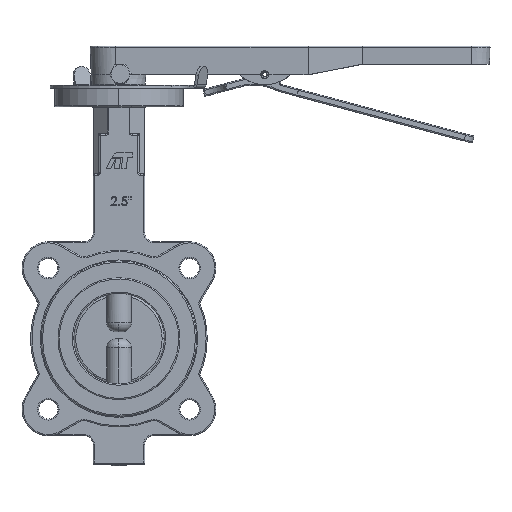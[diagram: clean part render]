
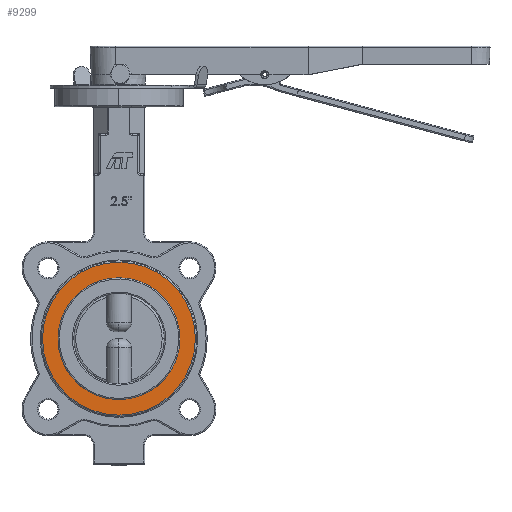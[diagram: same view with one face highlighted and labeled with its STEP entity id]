
A CAD part, top view. The second image highlights one B-rep face of the part: STEP entity #9299.
In plain terms, the highlighted planar face has unit normal (0, 0, 1).
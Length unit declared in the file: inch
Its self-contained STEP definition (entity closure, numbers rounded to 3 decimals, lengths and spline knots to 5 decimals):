
#719 = CARTESIAN_POINT ( 'NONE',  ( 0., 0., 0.89 ) ) ;
#2699 = DIRECTION ( 'NONE',  ( 1., 0., 0. ) ) ;
#2967 = CIRCLE ( 'NONE', #30975, 2.10375 ) ;
#3193 = EDGE_LOOP ( 'NONE', ( #34122, #6165 ) ) ;
#3751 = DIRECTION ( 'NONE',  ( 1., 0., 0. ) ) ;
#5339 = AXIS2_PLACEMENT_3D ( 'NONE', #8438, #19928, #23810 ) ;
#6029 = VERTEX_POINT ( 'NONE', #19698 ) ;
#6165 = ORIENTED_EDGE ( 'NONE', *, *, #19530, .F. ) ;
#6675 = FACE_OUTER_BOUND ( 'NONE', #23844, .T. ) ;
#8438 = CARTESIAN_POINT ( 'NONE',  ( 0., 0., 0.89 ) ) ;
#9227 = PLANE ( 'NONE',  #26098 ) ;
#9299 = ADVANCED_FACE ( 'NONE', ( #6675, #20897 ), #9227, .T. ) ;
#9895 = DIRECTION ( 'NONE',  ( 1., 0., 0. ) ) ;
#11910 = DIRECTION ( 'NONE',  ( 0., 0., 1. ) ) ;
#12843 = CIRCLE ( 'NONE', #5339, 2.10375 ) ;
#15362 = EDGE_CURVE ( 'NONE', #33791, #6029, #12843, .T. ) ;
#15832 = ORIENTED_EDGE ( 'NONE', *, *, #28227, .T. ) ;
#18558 = DIRECTION ( 'NONE',  ( 0., 0., 1. ) ) ;
#19530 = EDGE_CURVE ( 'NONE', #27375, #25767, #23597, .T. ) ;
#19698 = CARTESIAN_POINT ( 'NONE',  ( -2.10375, 0., 0.89 ) ) ;
#19928 = DIRECTION ( 'NONE',  ( 0., 0., 1. ) ) ;
#20897 = FACE_BOUND ( 'NONE', #3193, .T. ) ;
#21380 = DIRECTION ( 'NONE',  ( 0., 0., 1. ) ) ;
#21743 = AXIS2_PLACEMENT_3D ( 'NONE', #23153, #35243, #2699 ) ;
#22153 = CARTESIAN_POINT ( 'NONE',  ( -1.675, 0., 0.89 ) ) ;
#23153 = CARTESIAN_POINT ( 'NONE',  ( 0., 0., 0.89 ) ) ;
#23597 = CIRCLE ( 'NONE', #32306, 1.675 ) ;
#23810 = DIRECTION ( 'NONE',  ( 1., 0., 0. ) ) ;
#23844 = EDGE_LOOP ( 'NONE', ( #31018, #15832 ) ) ;
#24167 = CARTESIAN_POINT ( 'NONE',  ( 1.675, 0., 0.89 ) ) ;
#25198 = CARTESIAN_POINT ( 'NONE',  ( 2.10375, 0., 0.89 ) ) ;
#25767 = VERTEX_POINT ( 'NONE', #24167 ) ;
#26098 = AXIS2_PLACEMENT_3D ( 'NONE', #32993, #18558, #3751 ) ;
#26342 = CARTESIAN_POINT ( 'NONE',  ( 0., 0., 0.89 ) ) ;
#27375 = VERTEX_POINT ( 'NONE', #22153 ) ;
#28227 = EDGE_CURVE ( 'NONE', #6029, #33791, #2967, .T. ) ;
#30975 = AXIS2_PLACEMENT_3D ( 'NONE', #719, #21380, #9895 ) ;
#31018 = ORIENTED_EDGE ( 'NONE', *, *, #15362, .T. ) ;
#31067 = EDGE_CURVE ( 'NONE', #25767, #27375, #36691, .T. ) ;
#32306 = AXIS2_PLACEMENT_3D ( 'NONE', #26342, #11910, #35286 ) ;
#32993 = CARTESIAN_POINT ( 'NONE',  ( 0., 0., 0.89 ) ) ;
#33791 = VERTEX_POINT ( 'NONE', #25198 ) ;
#34122 = ORIENTED_EDGE ( 'NONE', *, *, #31067, .F. ) ;
#35243 = DIRECTION ( 'NONE',  ( 0., 0., 1. ) ) ;
#35286 = DIRECTION ( 'NONE',  ( 1., 0., 0. ) ) ;
#36691 = CIRCLE ( 'NONE', #21743, 1.675 ) ;
